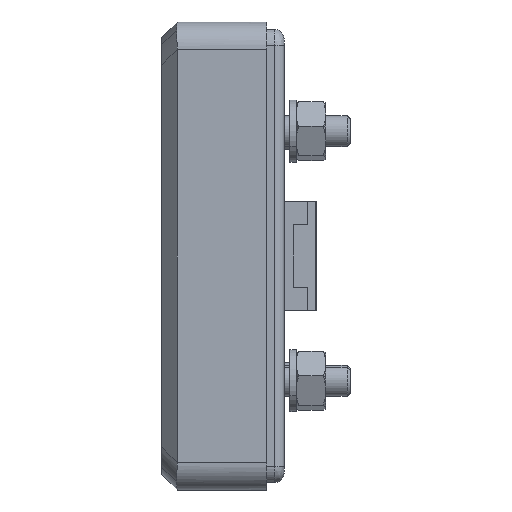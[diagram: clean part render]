
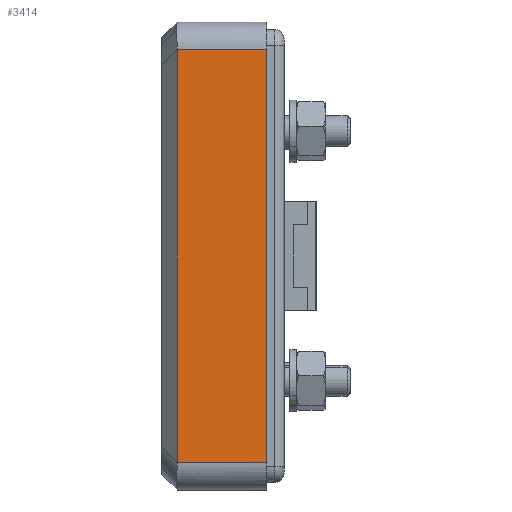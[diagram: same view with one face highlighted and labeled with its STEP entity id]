
A CAD part, left-side view. The second image highlights one B-rep face of the part: STEP entity #3414.
In plain terms, the highlighted planar face has unit normal (-1, 0, 0).
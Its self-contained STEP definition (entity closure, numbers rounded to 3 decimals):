
#1323 = CARTESIAN_POINT ( 'NONE',  ( -74., 11.5, -26.488 ) ) ;
#1594 = CARTESIAN_POINT ( 'NONE',  ( -74., 11.5, -26.5 ) ) ;
#2477 = CARTESIAN_POINT ( 'NONE',  ( -74., 11.5, 26.488 ) ) ;
#3414 = ADVANCED_FACE ( 'NONE', ( #26126 ), #33647, .T. ) ;
#3498 = ORIENTED_EDGE ( 'NONE', *, *, #9019, .F. ) ;
#4972 = DIRECTION ( 'NONE',  ( 0., 0., 1. ) ) ;
#5444 = ORIENTED_EDGE ( 'NONE', *, *, #28964, .F. ) ;
#6182 = CARTESIAN_POINT ( 'NONE',  ( -74., 11.5, -26.5 ) ) ;
#7362 = LINE ( 'NONE', #11378, #21619 ) ;
#7547 = CARTESIAN_POINT ( 'NONE',  ( -74., 0., -26.5 ) ) ;
#7921 = EDGE_CURVE ( 'NONE', #44838, #50671, #28042, .T. ) ;
#9019 = EDGE_CURVE ( 'NONE', #46197, #45247, #14167, .T. ) ;
#9914 = CARTESIAN_POINT ( 'NONE',  ( -74., 11.5, -26.476 ) ) ;
#11378 = CARTESIAN_POINT ( 'NONE',  ( -74., 0., 30. ) ) ;
#11670 = EDGE_CURVE ( 'NONE', #50671, #33767, #7362, .T. ) ;
#13819 = VERTEX_POINT ( 'NONE', #32175 ) ;
#14167 =( BOUNDED_CURVE ( )  B_SPLINE_CURVE ( 3, ( #1594, #1323, #9914, #49851 ),
 .UNSPECIFIED., .F., .F. ) 
 B_SPLINE_CURVE_WITH_KNOTS ( ( 4, 4 ),
 ( 5.754, 5.76 ),
 .UNSPECIFIED. ) 
 CURVE ( )  GEOMETRIC_REPRESENTATION_ITEM ( )  RATIONAL_B_SPLINE_CURVE ( ( 1., 1., 1., 1. ) ) 
 REPRESENTATION_ITEM ( '' )  );
#14271 = CARTESIAN_POINT ( 'NONE',  ( -74., 11.5, 26.476 ) ) ;
#21619 = VECTOR ( 'NONE', #52386, 1000. ) ;
#22867 = VECTOR ( 'NONE', #51768, 1000. ) ;
#23365 = CARTESIAN_POINT ( 'NONE',  ( -74., 11.5, 26.5 ) ) ;
#24192 = EDGE_LOOP ( 'NONE', ( #52161, #5444, #3498, #48615, #43341, #52226 ) ) ;
#25444 = CARTESIAN_POINT ( 'NONE',  ( -74., 11.5, 26.5 ) ) ;
#26126 = FACE_OUTER_BOUND ( 'NONE', #24192, .T. ) ;
#26592 = CARTESIAN_POINT ( 'NONE',  ( -74., 11.5, 26.464 ) ) ;
#27307 = VECTOR ( 'NONE', #44273, 1000. ) ;
#27523 = EDGE_CURVE ( 'NONE', #13819, #44838, #48140, .T. ) ;
#27951 = CARTESIAN_POINT ( 'NONE',  ( -74., 11.5, -15. ) ) ;
#28042 = LINE ( 'NONE', #32062, #34024 ) ;
#28964 = EDGE_CURVE ( 'NONE', #45247, #13819, #49376, .T. ) ;
#31406 = CARTESIAN_POINT ( 'NONE',  ( -74., 0., -26.5 ) ) ;
#32062 = CARTESIAN_POINT ( 'NONE',  ( -74., 0., 26.5 ) ) ;
#32175 = CARTESIAN_POINT ( 'NONE',  ( -74., 11.5, 26.464 ) ) ;
#33172 = CARTESIAN_POINT ( 'NONE',  ( -74., 11.5, -26.464 ) ) ;
#33647 = PLANE ( 'NONE',  #43034 ) ;
#33671 = EDGE_CURVE ( 'NONE', #33767, #46197, #39161, .T. ) ;
#33767 = VERTEX_POINT ( 'NONE', #7547 ) ;
#34024 = VECTOR ( 'NONE', #47598, 1000. ) ;
#34691 = CARTESIAN_POINT ( 'NONE',  ( -74., 0., -30. ) ) ;
#39161 = LINE ( 'NONE', #31406, #22867 ) ;
#42447 = DIRECTION ( 'NONE',  ( -1., 0., 0. ) ) ;
#43034 = AXIS2_PLACEMENT_3D ( 'NONE', #34691, #42447, #4972 ) ;
#43341 = ORIENTED_EDGE ( 'NONE', *, *, #11670, .F. ) ;
#44273 = DIRECTION ( 'NONE',  ( 0., 0., 1. ) ) ;
#44838 = VERTEX_POINT ( 'NONE', #25444 ) ;
#45247 = VERTEX_POINT ( 'NONE', #33172 ) ;
#46197 = VERTEX_POINT ( 'NONE', #6182 ) ;
#47598 = DIRECTION ( 'NONE',  ( 0., -1., 0. ) ) ;
#48140 =( BOUNDED_CURVE ( )  B_SPLINE_CURVE ( 3, ( #26592, #14271, #2477, #23365 ),
 .UNSPECIFIED., .F., .F. ) 
 B_SPLINE_CURVE_WITH_KNOTS ( ( 4, 4 ),
 ( 0.524, 0.529 ),
 .UNSPECIFIED. ) 
 CURVE ( )  GEOMETRIC_REPRESENTATION_ITEM ( )  RATIONAL_B_SPLINE_CURVE ( ( 1., 1., 1., 1. ) ) 
 REPRESENTATION_ITEM ( '' )  );
#48615 = ORIENTED_EDGE ( 'NONE', *, *, #33671, .F. ) ;
#49376 = LINE ( 'NONE', #27951, #27307 ) ;
#49851 = CARTESIAN_POINT ( 'NONE',  ( -74., 11.5, -26.464 ) ) ;
#50671 = VERTEX_POINT ( 'NONE', #51374 ) ;
#51374 = CARTESIAN_POINT ( 'NONE',  ( -74., 0., 26.5 ) ) ;
#51768 = DIRECTION ( 'NONE',  ( 0., 1., 0. ) ) ;
#52161 = ORIENTED_EDGE ( 'NONE', *, *, #27523, .F. ) ;
#52226 = ORIENTED_EDGE ( 'NONE', *, *, #7921, .F. ) ;
#52386 = DIRECTION ( 'NONE',  ( 0., 0., -1. ) ) ;
